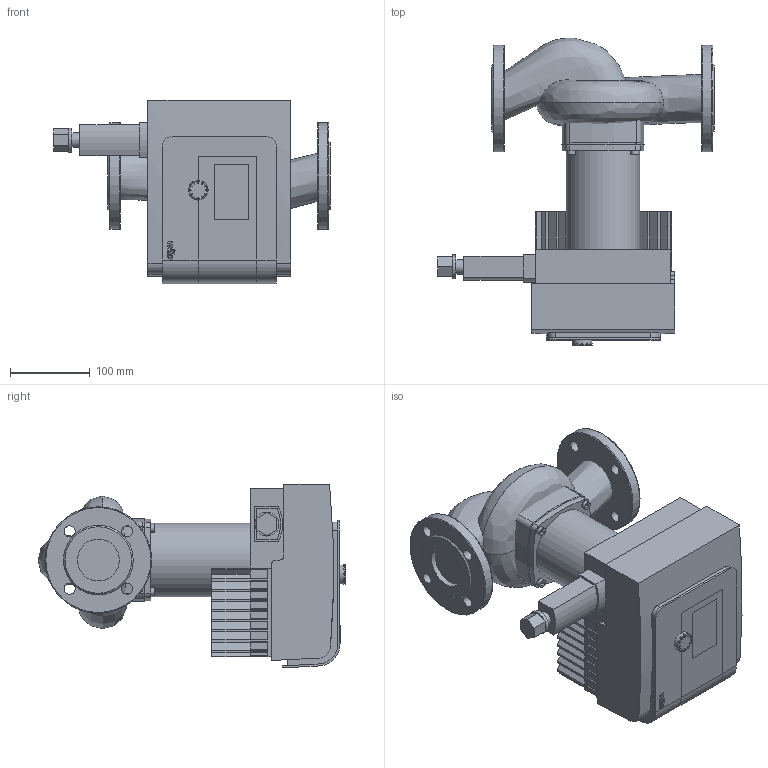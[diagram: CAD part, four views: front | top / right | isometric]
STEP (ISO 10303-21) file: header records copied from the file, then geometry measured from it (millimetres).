
FILE_DESCRIPTION(/* description */ (''),/* implementation_level */ '2;1');
FILE_NAME(/* name */ '3d_StratosMAXO-Z2x3-35145PSI-2164625_in.stp',/* time_stamp */ '2020-07-30T09:24:50-05:00',/* author */ ('faliszekte'),/* organization */ (''),/* preprocessor_version */ 'ST-DEVELOPER v18.1',/* originating_system */ 'Autodesk Inventor 2021',/* authorisation */ '');
FILE_SCHEMA (('AUTOMOTIVE_DESIGN { 1 0 10303 214 3 1 1 }'));
Length unit declared in the file: inch
Products named in the file (1): 3d_StratosMAXO-Z2x3-35145PSI-2164625_in
Bounding box: 346.5 x 385.53 x 230 mm (x, y, z)
Volume: 7843763.6 mm3; surface area: 779328.4 mm2
Topology: 16 solids, 16 shells, 701 faces, 1788 edges, 1120 vertices
Faces by surface type: plane 376, cylinder 199, sphere 48, torus 40, bspline 28, cone 10
Full cylindrical faces by diameter (mm): 10 x4, 14 x8, 18 x1, 24 x1, 30 x1, 52.4 x2, 92 x1, 133.4 x2
Entity records: 27977 total; most frequent: CARTESIAN_POINT 10863, ORIENTED_EDGE 3544, DIRECTION 3522, EDGE_CURVE 1772, LINE 1180, VECTOR 1180, AXIS2_PLACEMENT_3D 1171, VERTEX_POINT 1120
